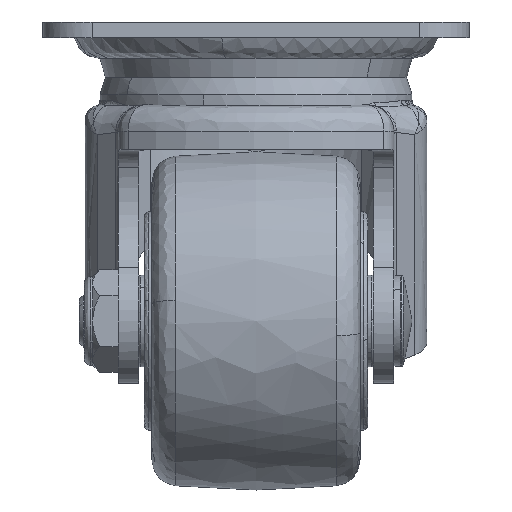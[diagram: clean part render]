
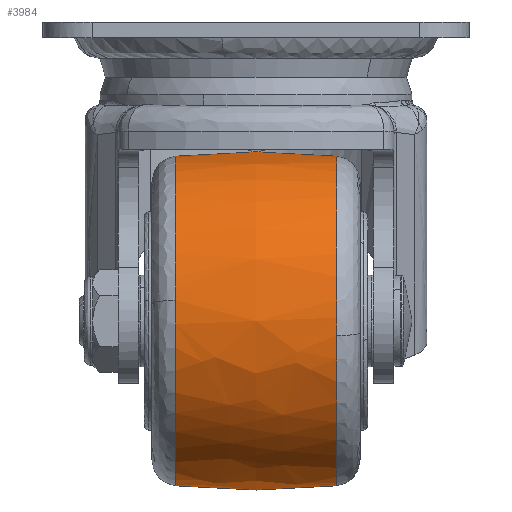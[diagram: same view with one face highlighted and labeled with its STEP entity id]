
A CAD part, left-side view. The second image highlights one B-rep face of the part: STEP entity #3984.
In plain terms, the highlighted free-form (B-spline) face has degree [2, 2] with [3, 7] control points.
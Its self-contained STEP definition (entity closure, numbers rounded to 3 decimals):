
#3663=CARTESIAN_POINT('',(-31.573,-15.517,-2.784));
#3664=VERTEX_POINT('',#3663);
#3678=CARTESIAN_POINT('',(0.0,-15.517,-31.695));
#3679=VERTEX_POINT('',#3678);
#3680=CARTESIAN_POINT('',(-31.573,-15.517,-2.784));
#3681=CARTESIAN_POINT('',(-31.454,-15.517,-4.126));
#3682=CARTESIAN_POINT('',(-30.991,-15.517,-7.156));
#3683=CARTESIAN_POINT('',(-29.754,-15.517,-11.208));
#3684=CARTESIAN_POINT('',(-28.083,-15.517,-14.825));
#3685=CARTESIAN_POINT('',(-26.036,-15.517,-18.242));
#3686=CARTESIAN_POINT('',(-23.663,-15.517,-21.218));
#3687=CARTESIAN_POINT('',(-20.982,-15.517,-23.821));
#3688=CARTESIAN_POINT('',(-18.159,-15.517,-26.079));
#3689=CARTESIAN_POINT('',(-14.445,-15.517,-28.358));
#3690=CARTESIAN_POINT('',(-10.249,-15.517,-30.101));
#3691=CARTESIAN_POINT('',(-5.385,-15.517,-31.369));
#3692=CARTESIAN_POINT('',(-2.081,-15.517,-31.696));
#3693=CARTESIAN_POINT('',(0.0,-15.517,-31.695));
#3694=B_SPLINE_CURVE_WITH_KNOTS('',3,(#3680,#3681,#3682,#3683,#3684,#3685,#3686,#3687,#3688,#3689,#3690,#3691,#3692,#3693),.UNSPECIFIED.,.F.,.U.,(4,1,1,1,1,1,1,1,1,1,1,4),(0.,4.039,9.179,12.668,15.972,21.113,24.05,27.171,31.944,37.085,40.757,46.999),.UNSPECIFIED.);
#3695=EDGE_CURVE('',#3664,#3679,#3694,.T.);
#3768=CARTESIAN_POINT('',(0.0,-15.517,31.695));
#3769=VERTEX_POINT('',#3768);
#3788=CARTESIAN_POINT('',(0.0,-15.517,31.695));
#3789=CARTESIAN_POINT('',(-1.438,-15.517,31.695));
#3790=CARTESIAN_POINT('',(-4.176,-15.517,31.509));
#3791=CARTESIAN_POINT('',(-8.682,-15.517,30.606));
#3792=CARTESIAN_POINT('',(-12.947,-15.517,29.066));
#3793=CARTESIAN_POINT('',(-16.923,-15.517,26.899));
#3794=CARTESIAN_POINT('',(-20.593,-15.517,24.25));
#3795=CARTESIAN_POINT('',(-23.738,-15.517,21.174));
#3796=CARTESIAN_POINT('',(-26.562,-15.517,17.464));
#3797=CARTESIAN_POINT('',(-28.465,-15.517,14.124));
#3798=CARTESIAN_POINT('',(-30.126,-15.517,10.138));
#3799=CARTESIAN_POINT('',(-31.206,-15.517,6.161));
#3800=CARTESIAN_POINT('',(-31.753,-15.517,1.598));
#3801=CARTESIAN_POINT('',(-31.705,-15.517,-1.284));
#3802=CARTESIAN_POINT('',(-31.573,-15.517,-2.784));
#3803=B_SPLINE_CURVE_WITH_KNOTS('',3,(#3788,#3789,#3790,#3791,#3792,#3793,#3794,#3795,#3796,#3797,#3798,#3799,#3800,#3801,#3802),.UNSPECIFIED.,.F.,.U.,(4,1,1,1,1,1,1,1,1,1,1,1,4),(0.,4.313,8.215,13.76,17.867,21.769,27.314,31.011,35.734,38.815,43.949,48.057,52.575),.UNSPECIFIED.);
#3804=EDGE_CURVE('',#3769,#3664,#3803,.T.);
#3839=CARTESIAN_POINT('',(0.0,15.517,-31.695));
#3840=VERTEX_POINT('',#3839);
#3841=CARTESIAN_POINT('',(0.0,-15.517,-31.695));
#3842=CARTESIAN_POINT('',(0.0,0.,-33.309));
#3843=CARTESIAN_POINT('',(0.0,15.517,-31.695));
#3851=(BOUNDED_CURVE()B_SPLINE_CURVE(2,(#3841,#3842,#3843),.UNSPECIFIED.,.F.,.U.)B_SPLINE_CURVE_WITH_KNOTS((3,3),(0.426,0.574),.UNSPECIFIED.)CURVE()GEOMETRIC_REPRESENTATION_ITEM()RATIONAL_B_SPLINE_CURVE((0.894,0.889,0.894))REPRESENTATION_ITEM(''));
#3852=EDGE_CURVE('',#3679,#3840,#3851,.T.);
#3873=CARTESIAN_POINT('',(0.0,15.517,31.695));
#3874=VERTEX_POINT('',#3873);
#3895=CARTESIAN_POINT('',(0.0,-15.517,31.695));
#3896=CARTESIAN_POINT('',(0.0,0.,33.309));
#3897=CARTESIAN_POINT('',(0.0,15.517,31.695));
#3905=(BOUNDED_CURVE()B_SPLINE_CURVE(2,(#3895,#3896,#3897),.UNSPECIFIED.,.F.,.U.)B_SPLINE_CURVE_WITH_KNOTS((3,3),(0.426,0.574),.UNSPECIFIED.)CURVE()GEOMETRIC_REPRESENTATION_ITEM()RATIONAL_B_SPLINE_CURVE((0.894,0.889,0.894))REPRESENTATION_ITEM(''));
#3906=EDGE_CURVE('',#3769,#3874,#3905,.T.);
#3913=CARTESIAN_POINT('',(0.881,-17.058,31.527));
#3914=CARTESIAN_POINT('',(0.936,0.,33.479));
#3915=CARTESIAN_POINT('',(0.881,17.058,31.527));
#3916=CARTESIAN_POINT('',(0.443,-17.058,31.527));
#3917=CARTESIAN_POINT('',(0.471,0.,33.479));
#3918=CARTESIAN_POINT('',(0.443,17.058,31.527));
#3919=CARTESIAN_POINT('',(-31.527,-17.058,31.527));
#3920=CARTESIAN_POINT('',(-33.479,0.,33.479));
#3921=CARTESIAN_POINT('',(-31.527,17.058,31.527));
#3922=CARTESIAN_POINT('',(-31.527,-17.058,0.0));
#3923=CARTESIAN_POINT('',(-33.479,0.,0.0));
#3924=CARTESIAN_POINT('',(-31.527,17.058,0.0));
#3925=CARTESIAN_POINT('',(-31.527,-17.058,-31.527));
#3926=CARTESIAN_POINT('',(-33.479,0.,-33.479));
#3927=CARTESIAN_POINT('',(-31.527,17.058,-31.527));
#3928=CARTESIAN_POINT('',(0.443,-17.058,-31.527));
#3929=CARTESIAN_POINT('',(0.471,0.,-33.479));
#3930=CARTESIAN_POINT('',(0.443,17.058,-31.527));
#3931=CARTESIAN_POINT('',(0.881,-17.058,-31.527));
#3932=CARTESIAN_POINT('',(0.936,0.,-33.479));
#3933=CARTESIAN_POINT('',(0.881,17.058,-31.527));
#3941=(BOUNDED_SURFACE()B_SPLINE_SURFACE(2,2,((#3913,#3916,#3919,#3922,#3925,#3928,#3931),(#3914,#3917,#3920,#3923,#3926,#3929,#3932),(#3915,#3918,#3921,#3924,#3927,#3930,#3933)),.UNSPECIFIED.,.F.,.F.,.U.)B_SPLINE_SURFACE_WITH_KNOTS((3,3),(3,1,2,1,3),(0.0,34.227),(0.0,1.077,54.925,108.772,109.849),.UNSPECIFIED.)GEOMETRIC_REPRESENTATION_ITEM()RATIONAL_B_SPLINE_SURFACE(((0.905,0.9,0.633,0.895,0.633,0.9,0.905),(0.899,0.894,0.628,0.889,0.628,0.894,0.899),(0.905,0.9,0.633,0.895,0.633,0.9,0.905)))REPRESENTATION_ITEM('')SURFACE());
#3942=ORIENTED_EDGE('',*,*,#3852,.F.);
#3943=ORIENTED_EDGE('',*,*,#3695,.F.);
#3944=ORIENTED_EDGE('',*,*,#3804,.F.);
#3945=ORIENTED_EDGE('',*,*,#3906,.T.);
#3946=CARTESIAN_POINT('',(-31.445,15.517,3.972));
#3947=VERTEX_POINT('',#3946);
#3948=CARTESIAN_POINT('',(0.0,15.517,31.695));
#3949=CARTESIAN_POINT('',(-2.326,15.517,31.696));
#3950=CARTESIAN_POINT('',(-6.024,15.517,31.286));
#3951=CARTESIAN_POINT('',(-10.497,15.517,29.975));
#3952=CARTESIAN_POINT('',(-14.024,15.517,28.504));
#3953=CARTESIAN_POINT('',(-17.257,15.517,26.692));
#3954=CARTESIAN_POINT('',(-20.849,15.517,24.013));
#3955=CARTESIAN_POINT('',(-23.949,15.517,20.935));
#3956=CARTESIAN_POINT('',(-26.527,15.517,17.489));
#3957=CARTESIAN_POINT('',(-28.488,15.517,14.07));
#3958=CARTESIAN_POINT('',(-30.348,15.517,9.665));
#3959=CARTESIAN_POINT('',(-31.169,15.517,6.162));
#3960=CARTESIAN_POINT('',(-31.445,15.517,3.972));
#3961=B_SPLINE_CURVE_WITH_KNOTS('',3,(#3948,#3949,#3950,#3951,#3952,#3953,#3954,#3955,#3956,#3957,#3958,#3959,#3960),.UNSPECIFIED.,.F.,.U.,(4,1,1,1,1,1,1,1,1,1,4),(0.,6.978,11.093,13.956,18.429,22.186,27.375,31.49,35.069,39.184,45.804),.UNSPECIFIED.);
#3962=EDGE_CURVE('',#3874,#3947,#3961,.T.);
#3963=ORIENTED_EDGE('',*,*,#3962,.T.);
#3964=CARTESIAN_POINT('',(-31.445,15.517,3.972));
#3965=CARTESIAN_POINT('',(-31.718,15.517,1.819));
#3966=CARTESIAN_POINT('',(-31.785,15.517,-1.136));
#3967=CARTESIAN_POINT('',(-31.314,15.517,-5.172));
#3968=CARTESIAN_POINT('',(-30.598,15.517,-8.604));
#3969=CARTESIAN_POINT('',(-29.306,15.517,-12.317));
#3970=CARTESIAN_POINT('',(-27.252,15.517,-16.387));
#3971=CARTESIAN_POINT('',(-25.009,15.517,-19.619));
#3972=CARTESIAN_POINT('',(-22.045,15.517,-22.892));
#3973=CARTESIAN_POINT('',(-18.58,15.517,-25.865));
#3974=CARTESIAN_POINT('',(-14.36,15.517,-28.395));
#3975=CARTESIAN_POINT('',(-9.814,15.517,-30.251));
#3976=CARTESIAN_POINT('',(-5.181,15.517,-31.41));
#3977=CARTESIAN_POINT('',(-1.75,15.517,-31.695));
#3978=CARTESIAN_POINT('',(0.0,15.517,-31.695));
#3979=B_SPLINE_CURVE_WITH_KNOTS('',3,(#3964,#3965,#3966,#3967,#3968,#3969,#3970,#3971,#3972,#3973,#3974,#3975,#3976,#3977,#3978),.UNSPECIFIED.,.F.,.U.,(4,1,1,1,1,1,1,1,1,1,1,1,4),(0.,6.511,8.822,12.182,17.013,20.584,25.835,28.775,33.816,39.487,43.478,48.519,53.77),.UNSPECIFIED.);
#3980=EDGE_CURVE('',#3947,#3840,#3979,.T.);
#3981=ORIENTED_EDGE('',*,*,#3980,.T.);
#3982=EDGE_LOOP('',(#3942,#3943,#3944,#3945,#3963,#3981));
#3983=FACE_OUTER_BOUND('',#3982,.T.);
#3984=ADVANCED_FACE('',(#3983),#3941,.T.);
